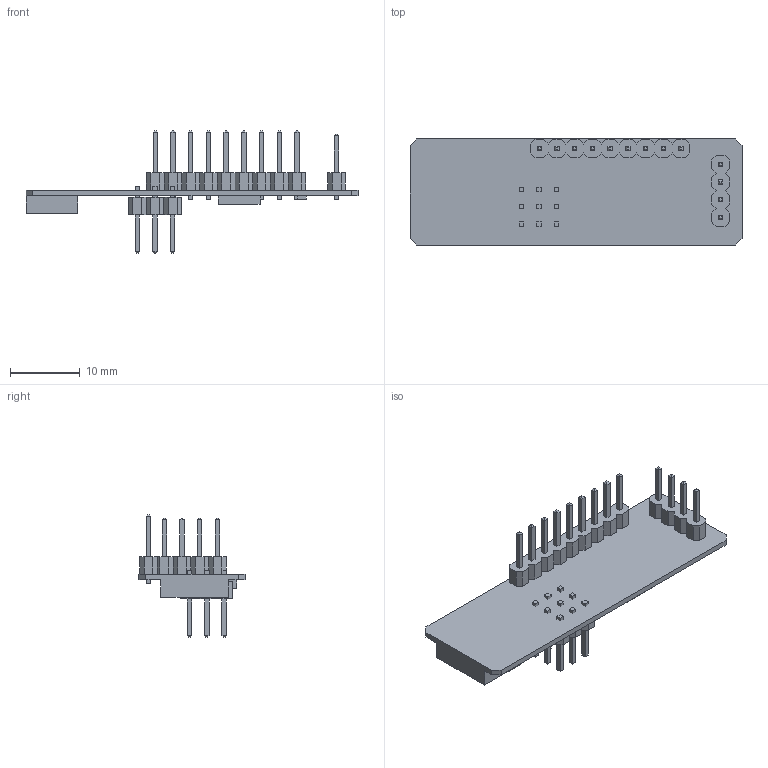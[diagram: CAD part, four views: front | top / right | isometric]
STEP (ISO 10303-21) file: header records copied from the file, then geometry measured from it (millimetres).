
FILE_DESCRIPTION(/* description */ (''),/* implementation_level */ '2;1');
FILE_NAME(/* name */ 'pcf v3.step',/* time_stamp */ '2023-09-03T19:10:13+02:00',/* author */ (''),/* organization */ (''),/* preprocessor_version */ 'ST-DEVELOPER v20',/* originating_system */ 'Autodesk Translation Framework v12.9.0.99',/* authorisation */ '');
FILE_SCHEMA (('AUTOMOTIVE_DESIGN { 1 0 10303 214 3 1 1 }'));
Length unit declared in the file: millimetre
Products named in the file (7): pcf; 1X04 v1; 1X09 v1; 1X03 v1; 1X03 v1 (1); 1X03 v1 (2); Composant6
Assembly tree (6 placements, depth 2):
  pcf
    1X04 v1
    1X09 v1
    1X03 v1
    1X03 v1 (1)
    1X03 v1 (2)
    Composant6
Bounding box: 47.63 x 15.24 x 17.58 mm (x, y, z)
Volume: 1217.4 mm3; surface area: 2706.6 mm2
Topology: 8 solids, 8 shells, 491 faces, 1202 edges, 772 vertices
Faces by surface type: plane 491
Entity records: 14616 total; most frequent: CARTESIAN_POINT 2479, ORIENTED_EDGE 2404, DIRECTION 2212, LINE 1202, VECTOR 1202, EDGE_CURVE 1202, VERTEX_POINT 772, EDGE_LOOP 536
